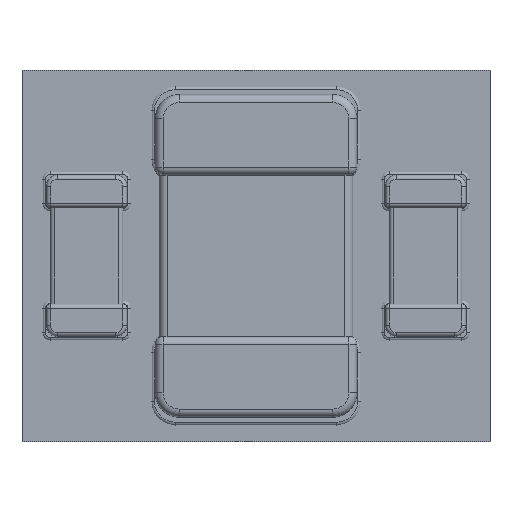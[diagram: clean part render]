
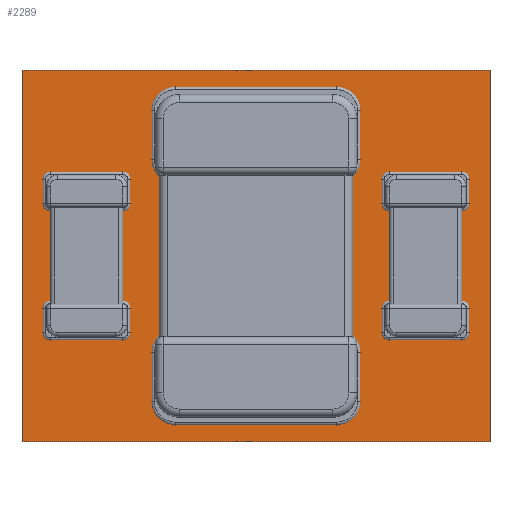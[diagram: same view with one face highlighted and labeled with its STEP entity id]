
A CAD part, top view. The second image highlights one B-rep face of the part: STEP entity #2289.
In plain terms, the highlighted face is planar.
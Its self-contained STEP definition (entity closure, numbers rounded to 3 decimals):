
#2080=DIRECTION('',(0.,0.,1.));
#2081=VECTOR('',#2080,2.3);
#2082=CARTESIAN_POINT('',(-1.45,0.02,-1.15));
#2083=LINE('',#2082,#2081);
#2087=DIRECTION('',(-1.,0.,0.));
#2088=VECTOR('',#2087,2.9);
#2089=CARTESIAN_POINT('',(1.45,0.02,-1.15));
#2090=LINE('',#2089,#2088);
#2094=DIRECTION('',(0.,0.,-1.));
#2095=VECTOR('',#2094,2.3);
#2096=CARTESIAN_POINT('',(1.45,0.02,1.15));
#2097=LINE('',#2096,#2095);
#2101=DIRECTION('',(1.,0.,0.));
#2102=VECTOR('',#2101,2.9);
#2103=CARTESIAN_POINT('',(-1.45,0.02,1.15));
#2104=LINE('',#2103,#2102);
#2172=CARTESIAN_POINT('',(-1.45,0.02,-1.15));
#2173=CARTESIAN_POINT('',(-1.45,0.02,1.15));
#2174=VERTEX_POINT('',#2172);
#2175=VERTEX_POINT('',#2173);
#2176=CARTESIAN_POINT('',(1.45,0.02,1.15));
#2177=VERTEX_POINT('',#2176);
#2178=CARTESIAN_POINT('',(1.45,0.02,-1.15));
#2179=VERTEX_POINT('',#2178);
#2278=CARTESIAN_POINT('',(0.,0.02,0.));
#2279=DIRECTION('',(0.,1.,0.));
#2280=DIRECTION('',(1.,0.,0.));
#2281=AXIS2_PLACEMENT_3D('',#2278,#2279,#2280);
#2282=PLANE('',#2281);
#2283=ORIENTED_EDGE('',*,*,#2230,.F.);
#2284=ORIENTED_EDGE('',*,*,#2245,.F.);
#2285=ORIENTED_EDGE('',*,*,#2259,.F.);
#2286=ORIENTED_EDGE('',*,*,#2272,.F.);
#2287=EDGE_LOOP('',(#2283,#2284,#2285,#2286));
#2288=FACE_OUTER_BOUND('',#2287,.F.);
#2289=ADVANCED_FACE('',(#2288),#2282,.T.);
#2230=EDGE_CURVE('',#2174,#2175,#2083,.T.);
#2245=EDGE_CURVE('',#2179,#2174,#2090,.T.);
#2259=EDGE_CURVE('',#2177,#2179,#2097,.T.);
#2272=EDGE_CURVE('',#2175,#2177,#2104,.T.);
